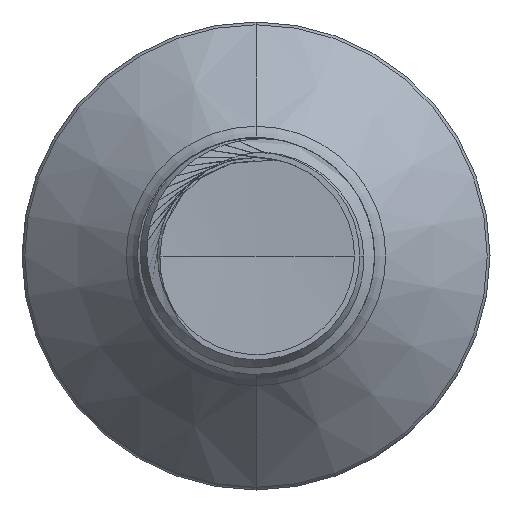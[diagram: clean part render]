
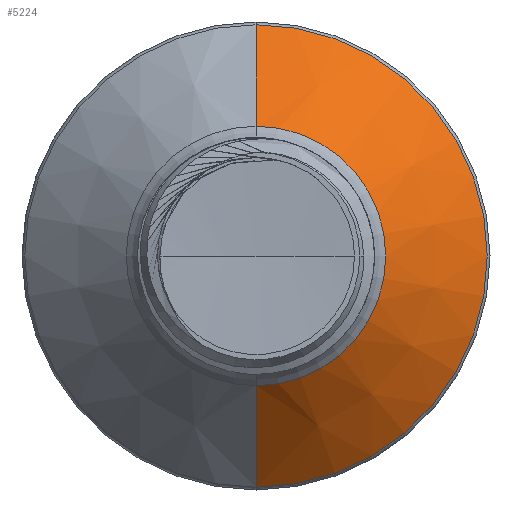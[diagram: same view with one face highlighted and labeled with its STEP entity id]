
A CAD part, front view. The second image highlights one B-rep face of the part: STEP entity #5224.
In plain terms, the highlighted conical face has half-angle 45 degrees and reference radius 4.381 mm.
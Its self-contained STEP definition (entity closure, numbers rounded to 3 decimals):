
#159 = VERTEX_POINT ( 'NONE', #31773 ) ;
#1032 = CARTESIAN_POINT ( 'NONE',  ( 0., 28.058, -4.381 ) ) ;
#1233 = DIRECTION ( 'NONE',  ( 0., 1., 0. ) ) ;
#2372 = CARTESIAN_POINT ( 'NONE',  ( 0., 28.058, 4.381 ) ) ;
#4651 = ORIENTED_EDGE ( 'NONE', *, *, #17211, .T. ) ;
#5224 = ADVANCED_FACE ( 'NONE', ( #35649 ), #6375, .T. ) ;
#6337 = LINE ( 'NONE', #27871, #34603 ) ;
#6375 = CONICAL_SURFACE ( 'NONE', #20348, 4.381, 0.785 ) ;
#9990 = VERTEX_POINT ( 'NONE', #29188 ) ;
#10432 = AXIS2_PLACEMENT_3D ( 'NONE', #37670, #16257, #40843 ) ;
#11618 = CARTESIAN_POINT ( 'NONE',  ( 0., 28.058, 0. ) ) ;
#12949 = AXIS2_PLACEMENT_3D ( 'NONE', #23879, #1233, #27510 ) ;
#13196 = CIRCLE ( 'NONE', #12949, 7.807 ) ;
#14665 = VERTEX_POINT ( 'NONE', #34714 ) ;
#14778 = ORIENTED_EDGE ( 'NONE', *, *, #37139, .F. ) ;
#16257 = DIRECTION ( 'NONE',  ( 0., 1., 0. ) ) ;
#17211 = EDGE_CURVE ( 'NONE', #14665, #159, #28629, .T. ) ;
#19166 = DIRECTION ( 'NONE',  ( 0., 1., 0. ) ) ;
#20099 = EDGE_CURVE ( 'NONE', #27154, #9990, #6337, .T. ) ;
#20348 = AXIS2_PLACEMENT_3D ( 'NONE', #11618, #19166, #23031 ) ;
#23031 = DIRECTION ( 'NONE',  ( 0., 0., 1. ) ) ;
#23766 = DIRECTION ( 'NONE',  ( 0., 0.707, 0.707 ) ) ;
#23879 = CARTESIAN_POINT ( 'NONE',  ( 0., 31.485, 0. ) ) ;
#27154 = VERTEX_POINT ( 'NONE', #2372 ) ;
#27510 = DIRECTION ( 'NONE',  ( 0., 0., 1. ) ) ;
#27871 = CARTESIAN_POINT ( 'NONE',  ( 0., 28.058, 4.381 ) ) ;
#28629 = LINE ( 'NONE', #1032, #45954 ) ;
#29188 = CARTESIAN_POINT ( 'NONE',  ( 0., 31.485, 7.807 ) ) ;
#30902 = DIRECTION ( 'NONE',  ( 0., 0.707, -0.707 ) ) ;
#31773 = CARTESIAN_POINT ( 'NONE',  ( 0., 31.485, -7.807 ) ) ;
#32881 = CIRCLE ( 'NONE', #10432, 4.381 ) ;
#34259 = ORIENTED_EDGE ( 'NONE', *, *, #20099, .F. ) ;
#34603 = VECTOR ( 'NONE', #23766, 1000. ) ;
#34714 = CARTESIAN_POINT ( 'NONE',  ( 0., 28.058, -4.381 ) ) ;
#35649 = FACE_OUTER_BOUND ( 'NONE', #43172, .T. ) ;
#37024 = EDGE_CURVE ( 'NONE', #27154, #14665, #32881, .T. ) ;
#37139 = EDGE_CURVE ( 'NONE', #9990, #159, #13196, .T. ) ;
#37670 = CARTESIAN_POINT ( 'NONE',  ( 0., 28.058, 0. ) ) ;
#40843 = DIRECTION ( 'NONE',  ( 0., 0., 1. ) ) ;
#41757 = ORIENTED_EDGE ( 'NONE', *, *, #37024, .T. ) ;
#43172 = EDGE_LOOP ( 'NONE', ( #41757, #4651, #14778, #34259 ) ) ;
#45954 = VECTOR ( 'NONE', #30902, 1000. ) ;
